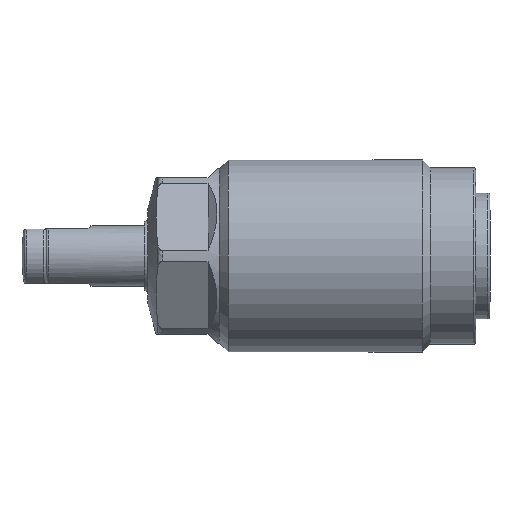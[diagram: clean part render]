
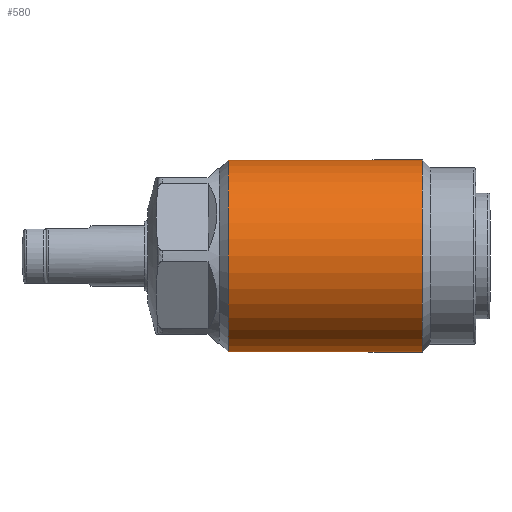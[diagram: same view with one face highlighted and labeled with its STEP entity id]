
A CAD part, left-side view. The second image highlights one B-rep face of the part: STEP entity #580.
In plain terms, the highlighted cylindrical face has radius 8 mm (diameter 16 mm), a partial arc.
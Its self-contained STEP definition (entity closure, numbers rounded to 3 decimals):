
#291=CYLINDRICAL_SURFACE('',#2603,8.);
#336=LINE('',#3772,#436);
#337=LINE('',#3773,#437);
#436=VECTOR('',#2942,1.);
#437=VECTOR('',#2943,1.);
#580=ADVANCED_FACE('',(#777),#291,.T.);
#777=FACE_OUTER_BOUND('',#925,.T.);
#925=EDGE_LOOP('',(#1305,#1306,#1307,#1308));
#1305=ORIENTED_EDGE('',*,*,#1977,.F.);
#1306=ORIENTED_EDGE('',*,*,#2072,.T.);
#1307=ORIENTED_EDGE('',*,*,#1978,.T.);
#1308=ORIENTED_EDGE('',*,*,#2073,.F.);
#1757=VERTEX_POINT('',#3764);
#1758=VERTEX_POINT('',#3766);
#1759=VERTEX_POINT('',#3770);
#1760=VERTEX_POINT('',#3771);
#1977=EDGE_CURVE('',#1760,#1758,#336,.T.);
#1978=EDGE_CURVE('',#1759,#1757,#337,.T.);
#2072=EDGE_CURVE('',#1760,#1759,#2340,.T.);
#2073=EDGE_CURVE('',#1758,#1757,#2341,.T.);
#2340=CIRCLE('',#2600,8.);
#2341=CIRCLE('',#2602,8.);
#2600=AXIS2_PLACEMENT_3D('',#4131,#3182,#3183);
#2602=AXIS2_PLACEMENT_3D('',#4133,#3186,#3187);
#2603=AXIS2_PLACEMENT_3D('',#4134,#3188,#3189);
#2942=DIRECTION('',(0.,1.,0.));
#2943=DIRECTION('',(0.,1.,0.));
#3182=DIRECTION('',(0.,1.,0.));
#3183=DIRECTION('',(0.,0.,1.));
#3186=DIRECTION('',(0.,1.,0.));
#3187=DIRECTION('',(0.,0.,1.));
#3188=DIRECTION('',(0.,1.,0.));
#3189=DIRECTION('',(0.,0.,-1.));
#3764=CARTESIAN_POINT('',(0.,22.3,8.));
#3766=CARTESIAN_POINT('',(0.,22.3,-8.));
#3770=CARTESIAN_POINT('',(0.,6.15,8.));
#3771=CARTESIAN_POINT('',(0.,6.15,-8.));
#3772=CARTESIAN_POINT('',(0.,39.75,-8.));
#3773=CARTESIAN_POINT('',(0.,39.75,8.));
#4131=CARTESIAN_POINT('',(0.,6.15,0.));
#4133=CARTESIAN_POINT('',(0.,22.3,0.));
#4134=CARTESIAN_POINT('',(0.,39.75,0.));
